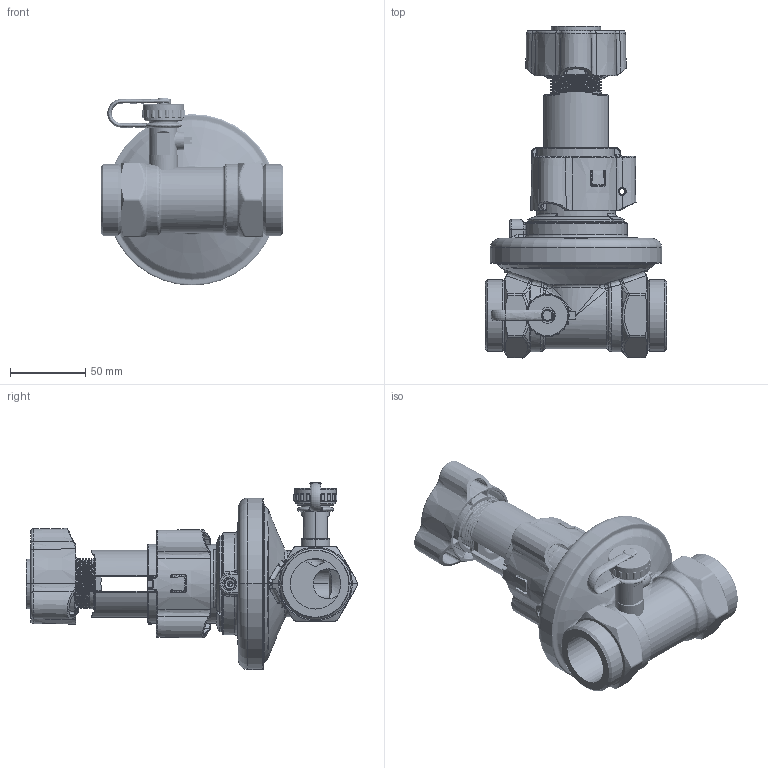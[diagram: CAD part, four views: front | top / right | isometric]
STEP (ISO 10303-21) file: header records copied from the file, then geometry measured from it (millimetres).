
FILE_DESCRIPTION((''),'2;1');
FILE_NAME('003Z5514_ASM','2016-10-05T',('U258099'),('Danfoss'),'CREO PARAMETRIC BY PTC INC, 2014440','CREO PARAMETRIC BY PTC INC, 2014440','');
FILE_SCHEMA(('CONFIG_CONTROL_DESIGN'));
Length unit declared in the file: millimetre
Products named in the file (15): OHISJE_ASV4G_ASSEMBLY_1; 89075240_1; 89076130_1; 89077740_1; 89076530_1; 89076590_ASM_1_ASM; 89076730_1; PIPA_1; POKROVCEK_1; GUMI_POVEZAVA_1; O_RING_10_8X1_5_1; DRAINKOK_ASM_1_ASM; 89076770_ASM_1_ASM; 89076480; 003Z5514_ASM
Assembly tree (15 placements, depth 4):
  003Z5514_ASM
    89076770_ASM_1_ASM
      OHISJE_ASV4G_ASSEMBLY_1
      89075240_1
      89076590_ASM_1_ASM
        89076130_1
        89077740_1
        89076530_1
      89076730_1
      DRAINKOK_ASM_1_ASM
        PIPA_1
        POKROVCEK_1
        GUMI_POVEZAVA_1
        O_RING_10_8X1_5_1
    89076480  x2
Bounding box: 121 x 220.77 x 124.4 mm (x, y, z)
Volume: 391850.7 mm3; surface area: 311565.9 mm2
Topology: 11 solids, 66 shells, 4724 faces, 13053 edges, 8351 vertices
Faces by surface type: bspline 1379, cylinder 1378, plane 930, torus 528, cone 348, sphere 110, extrusion 48, revolution 3
Entity records: 231784 total; most frequent: CARTESIAN_POINT 126019, ORIENTED_EDGE 25546, DIRECTION 17033, EDGE_CURVE 12885, VERTEX_POINT 8313, AXIS2_PLACEMENT_3D 6591, B_SPLINE_CURVE_WITH_KNOTS 5865, EDGE_LOOP 4842
